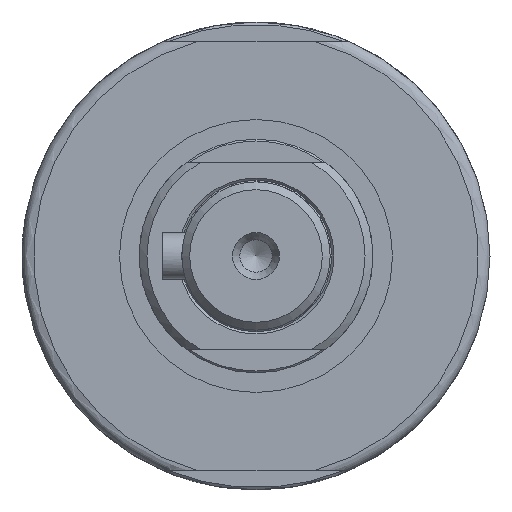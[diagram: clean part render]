
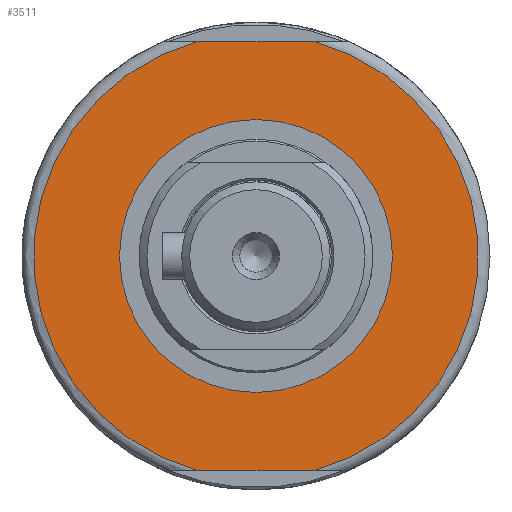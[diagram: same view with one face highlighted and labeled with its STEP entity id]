
A CAD part, left-side view. The second image highlights one B-rep face of the part: STEP entity #3511.
In plain terms, the highlighted planar face has unit normal (-1, 0, 0).
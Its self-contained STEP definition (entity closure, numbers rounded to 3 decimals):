
#139=FACE_BOUND('',#618,.T.);
#240=PLANE('',#3834);
#407=FACE_OUTER_BOUND('',#617,.T.);
#617=EDGE_LOOP('',(#2946,#2947,#2948,#2949));
#618=EDGE_LOOP('',(#2950,#2951));
#895=LINE('',#5889,#1158);
#899=LINE('',#5938,#1162);
#1158=VECTOR('',#4652,10.);
#1162=VECTOR('',#4662,10.);
#1300=CIRCLE('',#3835,28.5);
#1301=CIRCLE('',#3836,28.5);
#1302=CIRCLE('',#3837,17.5);
#1303=CIRCLE('',#3838,17.5);
#1607=VERTEX_POINT('',#5873);
#1608=VERTEX_POINT('',#5888);
#1615=VERTEX_POINT('',#5922);
#1616=VERTEX_POINT('',#5937);
#1619=VERTEX_POINT('',#5972);
#1620=VERTEX_POINT('',#5973);
#2056=EDGE_CURVE('',#1608,#1607,#895,.T.);
#2065=EDGE_CURVE('',#1616,#1615,#899,.T.);
#2076=EDGE_CURVE('',#1616,#1607,#1300,.T.);
#2077=EDGE_CURVE('',#1608,#1615,#1301,.T.);
#2078=EDGE_CURVE('',#1619,#1620,#1302,.T.);
#2079=EDGE_CURVE('',#1620,#1619,#1303,.T.);
#2946=ORIENTED_EDGE('',*,*,#2056,.T.);
#2947=ORIENTED_EDGE('',*,*,#2076,.F.);
#2948=ORIENTED_EDGE('',*,*,#2065,.T.);
#2949=ORIENTED_EDGE('',*,*,#2077,.F.);
#2950=ORIENTED_EDGE('',*,*,#2078,.T.);
#2951=ORIENTED_EDGE('',*,*,#2079,.T.);
#3511=ADVANCED_FACE('',(#407,#139),#240,.T.);
#3834=AXIS2_PLACEMENT_3D('',#5969,#4690,#4691);
#3835=AXIS2_PLACEMENT_3D('',#5970,#4692,#4693);
#3836=AXIS2_PLACEMENT_3D('',#5971,#4694,#4695);
#3837=AXIS2_PLACEMENT_3D('',#5974,#4696,#4697);
#3838=AXIS2_PLACEMENT_3D('',#5975,#4698,#4699);
#4652=DIRECTION('',(0.,-1.,0.));
#4662=DIRECTION('',(0.,1.,0.));
#4690=DIRECTION('center_axis',(-1.,0.,0.));
#4691=DIRECTION('ref_axis',(0.,0.,
-1.));
#4692=DIRECTION('center_axis',(1.,0.,0.));
#4693=DIRECTION('ref_axis',(0.,-1.,0.));
#4694=DIRECTION('center_axis',(1.,0.,0.));
#4695=DIRECTION('ref_axis',(0.,-1.,0.));
#4696=DIRECTION('center_axis',(1.,0.,0.));
#4697=DIRECTION('ref_axis',(0.,-1.,0.));
#4698=DIRECTION('center_axis',(1.,0.,0.));
#4699=DIRECTION('ref_axis',(0.,-1.,0.));
#5873=CARTESIAN_POINT('',(-168.5,-7.483,-27.5));
#5888=CARTESIAN_POINT('',(-168.5,7.483,-27.5));
#5889=CARTESIAN_POINT('',(-168.5,-24.063,-27.5));
#5922=CARTESIAN_POINT('',(-168.5,7.483,27.5));
#5937=CARTESIAN_POINT('',(-168.5,-7.483,27.5));
#5938=CARTESIAN_POINT('',(-168.5,1.553,27.5));
#5969=CARTESIAN_POINT('Origin',(-168.5,-23.,0.));
#5970=CARTESIAN_POINT('Origin',(-168.5,0.,0.));
#5971=CARTESIAN_POINT('Origin',(-168.5,0.,0.));
#5972=CARTESIAN_POINT('',(-168.5,-17.5,0.));
#5973=CARTESIAN_POINT('',(-168.5,17.5,0.));
#5974=CARTESIAN_POINT('Origin',(-168.5,0.,0.));
#5975=CARTESIAN_POINT('Origin',(-168.5,0.,0.));
